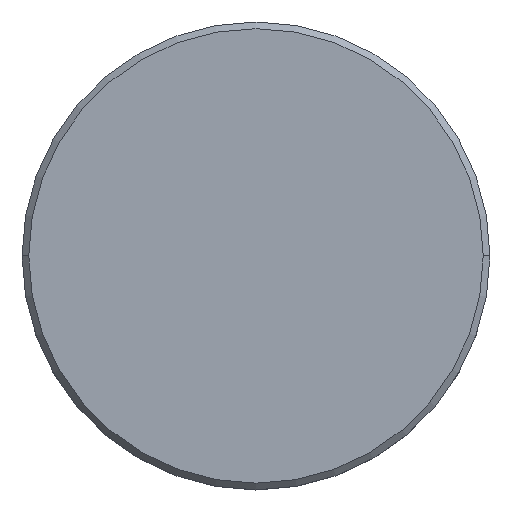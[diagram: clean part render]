
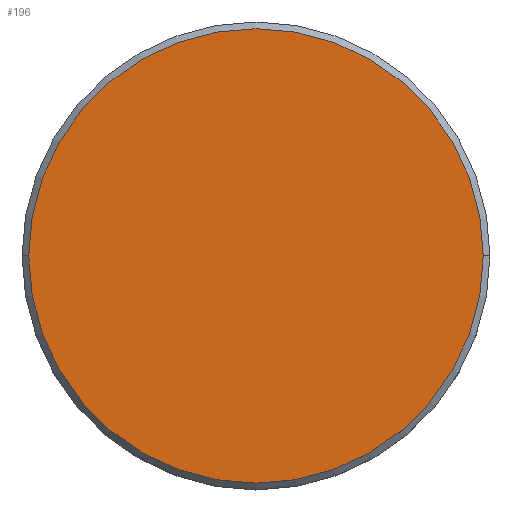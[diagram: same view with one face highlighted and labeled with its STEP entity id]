
A CAD part, top view. The second image highlights one B-rep face of the part: STEP entity #196.
In plain terms, the highlighted planar face has unit normal (0, 0, 1).
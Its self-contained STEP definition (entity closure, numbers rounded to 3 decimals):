
#9 = VERTEX_POINT ( 'NONE', #307 ) ;
#128 = EDGE_CURVE ( 'NONE', #9, #1104, #966, .T. ) ;
#138 = DIRECTION ( 'NONE',  ( 0., 0., 1. ) ) ;
#196 = ADVANCED_FACE ( 'NONE', ( #1073 ), #232, .T. ) ;
#205 = ORIENTED_EDGE ( 'NONE', *, *, #880, .T. ) ;
#232 = PLANE ( 'NONE',  #1025 ) ;
#307 = CARTESIAN_POINT ( 'NONE',  ( 17., 0., 0. ) ) ;
#439 = DIRECTION ( 'NONE',  ( 1., 0., 0. ) ) ;
#498 = EDGE_LOOP ( 'NONE', ( #205, #633 ) ) ;
#617 = CARTESIAN_POINT ( 'NONE',  ( 0., 0., 0. ) ) ;
#620 = DIRECTION ( 'NONE',  ( 0., 0., 1. ) ) ;
#633 = ORIENTED_EDGE ( 'NONE', *, *, #128, .T. ) ;
#687 = CARTESIAN_POINT ( 'NONE',  ( 0., 0., 0. ) ) ;
#688 = CARTESIAN_POINT ( 'NONE',  ( -17., 0., 0. ) ) ;
#754 = CIRCLE ( 'NONE', #890, 17. ) ;
#809 = CARTESIAN_POINT ( 'NONE',  ( 0., 0., 0. ) ) ;
#880 = EDGE_CURVE ( 'NONE', #1104, #9, #754, .T. ) ;
#890 = AXIS2_PLACEMENT_3D ( 'NONE', #809, #620, #1175 ) ;
#966 = CIRCLE ( 'NONE', #1040, 17. ) ;
#979 = DIRECTION ( 'NONE',  ( 0., 0., 1. ) ) ;
#1025 = AXIS2_PLACEMENT_3D ( 'NONE', #617, #979, #439 ) ;
#1040 = AXIS2_PLACEMENT_3D ( 'NONE', #687, #138, #1168 ) ;
#1073 = FACE_OUTER_BOUND ( 'NONE', #498, .T. ) ;
#1104 = VERTEX_POINT ( 'NONE', #688 ) ;
#1168 = DIRECTION ( 'NONE',  ( 1., 0., 0. ) ) ;
#1175 = DIRECTION ( 'NONE',  ( 1., 0., 0. ) ) ;
